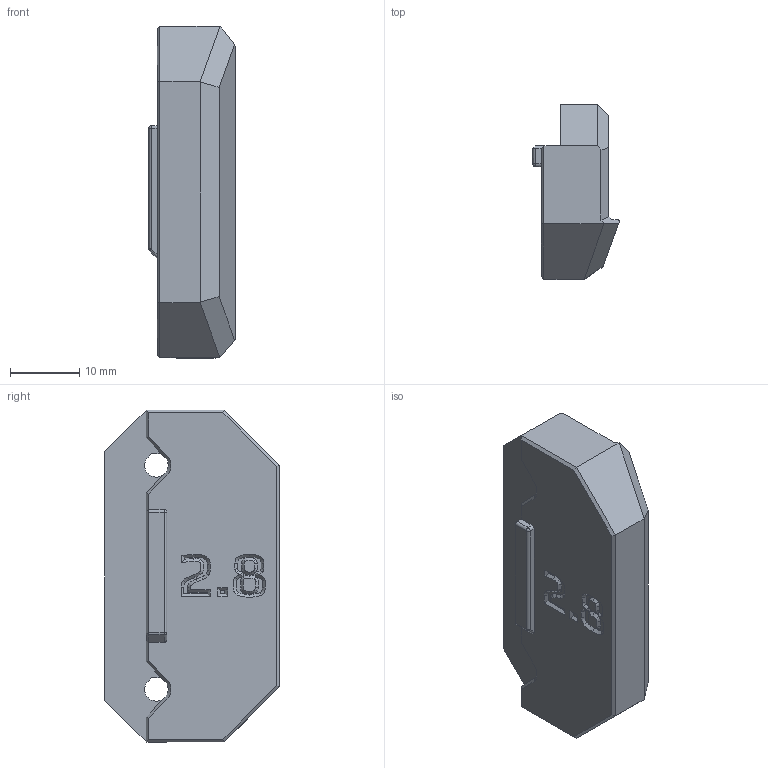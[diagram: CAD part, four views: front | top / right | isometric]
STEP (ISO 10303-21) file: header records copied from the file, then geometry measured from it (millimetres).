
FILE_DESCRIPTION(/* description */ ('STEP AP242','CAx-IF Rec.Pracs.---Representation and Presentation of Product Manufacturing Information (PMI)---4.0---2014-10-13','CAx-IF Rec.Pracs.---3D Tessellated Geometry---0.4---2014-09-14','2;1'),/* implementation_level */ '2;1');
FILE_NAME(/* name */ '68d00f4a096e3cefbbde5e6e',/* time_stamp */ '2025-09-21T14:44:27Z',/* author */ (''),/* organization */ (''),/* preprocessor_version */ 'ST-DEVELOPER v20',/* originating_system */ 'ONSHAPE BY PTC INC, 1.204',/* authorisation */ ' ');
FILE_SCHEMA (('AP242_MANAGED_MODEL_BASED_3D_ENGINEERING_MIM_LF { 1 0 10303 442 1 1 4 }'));
Length unit declared in the file: metre
Products named in the file (1): Latch_2.8mm v2
Bounding box: 12.47 x 25.28 x 48 mm (x, y, z)
Volume: 9080 mm3; surface area: 3840.6 mm2
Topology: 1 solids, 1 shells, 200 faces, 524 edges, 331 vertices
Faces by surface type: plane 120, bspline 50, cylinder 22, cone 6, sphere 2
Entity records: 8092 total; most frequent: CARTESIAN_POINT 3565, ORIENTED_EDGE 1048, DIRECTION 728, EDGE_CURVE 524, VERTEX_POINT 331, LINE 328, VECTOR 328, EDGE_LOOP 209
